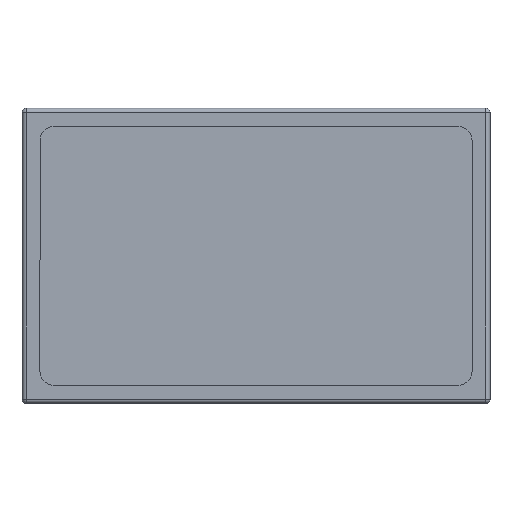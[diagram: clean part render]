
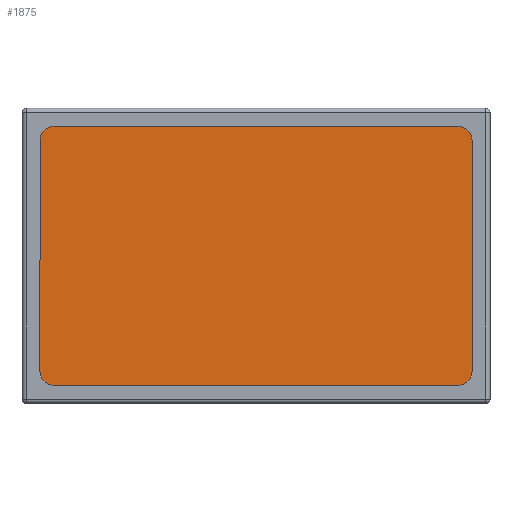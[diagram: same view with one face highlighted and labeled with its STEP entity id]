
A CAD part, top view. The second image highlights one B-rep face of the part: STEP entity #1875.
In plain terms, the highlighted planar face has unit normal (0, 0, 1).
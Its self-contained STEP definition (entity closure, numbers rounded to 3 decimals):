
#1609=CARTESIAN_POINT('',(-14.,-9.,10.7));
#1610=VERTEX_POINT('',#1609);
#1611=CARTESIAN_POINT('',(-15.,-8.,10.7));
#1612=VERTEX_POINT('',#1611);
#1613=CARTESIAN_POINT('',(-14.,-8.,10.7));
#1614=DIRECTION('',(0.0,0.0,-1.0));
#1615=DIRECTION('',(-0.707,-0.707,0.0));
#1616=AXIS2_PLACEMENT_3D('',#1613,#1614,#1615);
#1617=CIRCLE('',#1616,1.0);
#1618=EDGE_CURVE('',#1610,#1612,#1617,.T.);
#1651=CARTESIAN_POINT('',(-15.,8.,10.7));
#1652=VERTEX_POINT('',#1651);
#1653=CARTESIAN_POINT('',(-15.,-8.,10.7));
#1654=DIRECTION('',(0.0,1.0,0.0));
#1655=VECTOR('',#1654,16.);
#1656=LINE('',#1653,#1655);
#1657=EDGE_CURVE('',#1612,#1652,#1656,.T.);
#1682=CARTESIAN_POINT('',(-14.,9.,10.7));
#1683=VERTEX_POINT('',#1682);
#1684=CARTESIAN_POINT('',(-14.,8.,10.7));
#1685=DIRECTION('',(0.0,0.0,-1.0));
#1686=DIRECTION('',(-0.707,0.707,0.0));
#1687=AXIS2_PLACEMENT_3D('',#1684,#1685,#1686);
#1688=CIRCLE('',#1687,1.0);
#1689=EDGE_CURVE('',#1652,#1683,#1688,.T.);
#1715=CARTESIAN_POINT('',(14.0,9.,10.7));
#1716=VERTEX_POINT('',#1715);
#1717=CARTESIAN_POINT('',(-14.,9.,10.7));
#1718=DIRECTION('',(1.0,0.0,0.0));
#1719=VECTOR('',#1718,28.);
#1720=LINE('',#1717,#1719);
#1721=EDGE_CURVE('',#1683,#1716,#1720,.T.);
#1746=CARTESIAN_POINT('',(15.0,8.,10.7));
#1747=VERTEX_POINT('',#1746);
#1748=CARTESIAN_POINT('',(14.0,8.,10.7));
#1749=DIRECTION('',(0.0,0.0,-1.0));
#1750=DIRECTION('',(0.707,0.707,0.0));
#1751=AXIS2_PLACEMENT_3D('',#1748,#1749,#1750);
#1752=CIRCLE('',#1751,1.0);
#1753=EDGE_CURVE('',#1716,#1747,#1752,.T.);
#1779=CARTESIAN_POINT('',(15.,-8.,10.7));
#1780=VERTEX_POINT('',#1779);
#1781=CARTESIAN_POINT('',(15.0,8.,10.7));
#1782=DIRECTION('',(0.0,-1.0,0.0));
#1783=VECTOR('',#1782,16.0);
#1784=LINE('',#1781,#1783);
#1785=EDGE_CURVE('',#1747,#1780,#1784,.T.);
#1810=CARTESIAN_POINT('',(14.,-9.,10.7));
#1811=VERTEX_POINT('',#1810);
#1812=CARTESIAN_POINT('',(14.,-8.,10.7));
#1813=DIRECTION('',(0.0,0.0,-1.0));
#1814=DIRECTION('',(0.707,-0.707,0.0));
#1815=AXIS2_PLACEMENT_3D('',#1812,#1813,#1814);
#1816=CIRCLE('',#1815,1.0);
#1817=EDGE_CURVE('',#1780,#1811,#1816,.T.);
#1843=CARTESIAN_POINT('',(14.,-9.,10.7));
#1844=DIRECTION('',(-1.0,0.0,0.0));
#1845=VECTOR('',#1844,28.);
#1846=LINE('',#1843,#1845);
#1847=EDGE_CURVE('',#1811,#1610,#1846,.T.);
#1860=CARTESIAN_POINT('',(0.,0.,10.7));
#1861=DIRECTION('',(0.0,0.0,1.0));
#1862=DIRECTION('',(1.0,0.0,0.0));
#1863=AXIS2_PLACEMENT_3D('',#1860,#1861,#1862);
#1864=PLANE('',#1863);
#1865=ORIENTED_EDGE('',*,*,#1618,.F.);
#1866=ORIENTED_EDGE('',*,*,#1847,.F.);
#1867=ORIENTED_EDGE('',*,*,#1817,.F.);
#1868=ORIENTED_EDGE('',*,*,#1785,.F.);
#1869=ORIENTED_EDGE('',*,*,#1753,.F.);
#1870=ORIENTED_EDGE('',*,*,#1721,.F.);
#1871=ORIENTED_EDGE('',*,*,#1689,.F.);
#1872=ORIENTED_EDGE('',*,*,#1657,.F.);
#1873=EDGE_LOOP('',(#1865,#1866,#1867,#1868,#1869,#1870,#1871,#1872));
#1874=FACE_OUTER_BOUND('',#1873,.T.);
#1875=ADVANCED_FACE('',(#1874),#1864,.T.);
